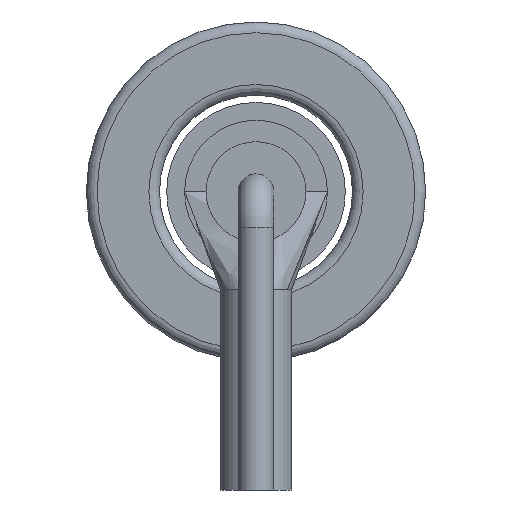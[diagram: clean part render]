
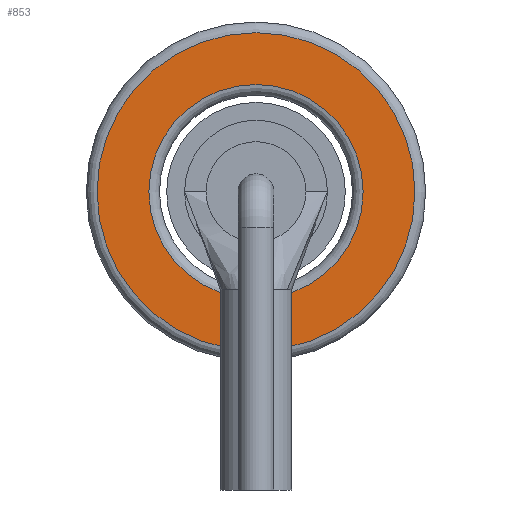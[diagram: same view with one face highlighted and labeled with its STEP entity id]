
A CAD part, left-side view. The second image highlights one B-rep face of the part: STEP entity #853.
In plain terms, the highlighted planar face has unit normal (-1, 0, 0).
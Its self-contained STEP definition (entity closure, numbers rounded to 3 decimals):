
#124=PLANE($,#995);
#179=FACE_BOUND($,#341,.T.);
#229=FACE_OUTER_BOUND($,#340,.T.);
#340=EDGE_LOOP($,(#692));
#341=EDGE_LOOP($,(#693));
#427=CIRCLE($,#992,3.);
#429=CIRCLE($,#996,4.45);
#491=VERTEX_POINT($,#1452);
#493=VERTEX_POINT($,#1458);
#567=EDGE_CURVE($,#491,#491,#427,.T.);
#569=EDGE_CURVE($,#493,#493,#429,.T.);
#692=ORIENTED_EDGE($,*,*,#569,.F.);
#693=ORIENTED_EDGE($,*,*,#567,.F.);
#853=ADVANCED_FACE($,(#229,#179),#124,.T.);
#992=AXIS2_PLACEMENT_3D($,#1453,#1197,#1198);
#995=AXIS2_PLACEMENT_3D($,#1457,#1203,#1204);
#996=AXIS2_PLACEMENT_3D($,#1459,#1205,#1206);
#1197=DIRECTION('center_axis',(-1.,0.,0.));
#1198=DIRECTION('ref_axis',(0.,-1.,0.));
#1203=DIRECTION('center_axis',(-1.,0.,0.));
#1204=DIRECTION('ref_axis',(0.,-1.,0.));
#1205=DIRECTION('center_axis',(1.,0.,0.));
#1206=DIRECTION('ref_axis',(0.,-1.,0.));
#1452=CARTESIAN_POINT('',(-6.95,3.,4.75));
#1453=CARTESIAN_POINT('Origin',(-6.95,0.,4.75));
#1457=CARTESIAN_POINT('Origin',(-6.95,0.,4.75));
#1458=CARTESIAN_POINT('',(-6.95,4.45,4.75));
#1459=CARTESIAN_POINT('Origin',(-6.95,0.,4.75));
